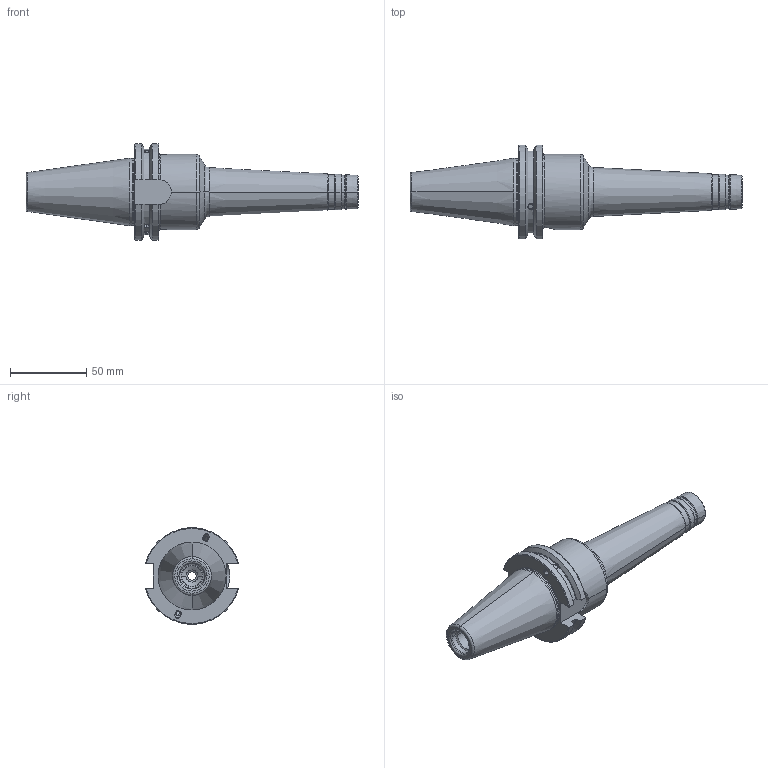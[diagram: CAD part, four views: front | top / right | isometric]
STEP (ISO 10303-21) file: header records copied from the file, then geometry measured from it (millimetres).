
FILE_DESCRIPTION((''),'2;1');
FILE_NAME('WK106HMC-CAT40ADB-HMC0_31-5_91','2020-03-26T',('MYPC'),(''),'PRO/ENGINEER BY PARAMETRIC TECHNOLOGY CORPORATION, 2012130','PRO/ENGINEER BY PARAMETRIC TECHNOLOGY CORPORATION, 2012130','');
FILE_SCHEMA(('CONFIG_CONTROL_DESIGN'));
Length unit declared in the file: inch
Products named in the file (1): WK106HMC-CAT40ADB-HMC0_31-5_91
Bounding box: 218.26 x 61.36 x 63.26 mm (x, y, z)
Volume: 210966.2 mm3; surface area: 37289.8 mm2
Topology: 1 solids, 5 shells, 187 faces, 464 edges, 280 vertices
Faces by surface type: cylinder 67, cone 50, torus 35, plane 35
Entity records: 5960 total; most frequent: CARTESIAN_POINT 1548, DIRECTION 956, ORIENTED_EDGE 872, EDGE_CURVE 452, AXIS2_PLACEMENT_3D 403, VERTEX_POINT 280, CIRCLE 215, EDGE_LOOP 208
